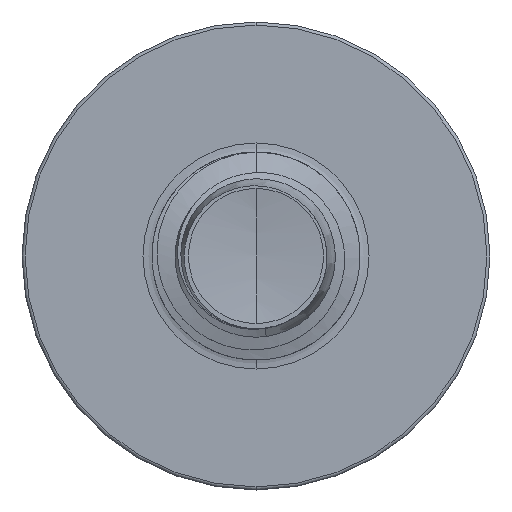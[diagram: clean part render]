
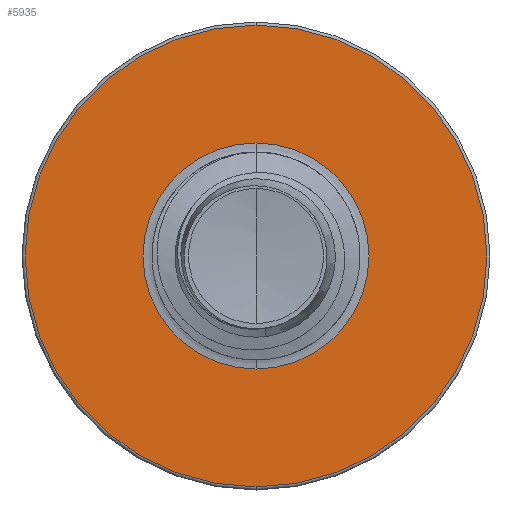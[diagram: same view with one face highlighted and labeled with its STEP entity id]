
A CAD part, front view. The second image highlights one B-rep face of the part: STEP entity #5935.
In plain terms, the highlighted planar face has unit normal (0, -1, 0).
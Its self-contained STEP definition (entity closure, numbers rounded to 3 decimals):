
#96 = CIRCLE ( 'NONE', #1137, 4.44 ) ;
#335 = AXIS2_PLACEMENT_3D ( 'NONE', #538, #11512, #2346 ) ;
#538 = CARTESIAN_POINT ( 'NONE',  ( 0., 7., 0. ) ) ;
#588 = DIRECTION ( 'NONE',  ( 0., 0., 1. ) ) ;
#617 = DIRECTION ( 'NONE',  ( 0., 1., 0. ) ) ;
#620 = CARTESIAN_POINT ( 'NONE',  ( 0., 7., 0. ) ) ;
#766 = DIRECTION ( 'NONE',  ( 0., 0., 1. ) ) ;
#790 = DIRECTION ( 'NONE',  ( 0., 1., 0. ) ) ;
#793 = PLANE ( 'NONE',  #11579 ) ;
#826 = CIRCLE ( 'NONE', #1195, 2.174 ) ;
#921 = CARTESIAN_POINT ( 'NONE',  ( 0., 7., -2.174 ) ) ;
#1137 = AXIS2_PLACEMENT_3D ( 'NONE', #2425, #12444, #4256 ) ;
#1195 = AXIS2_PLACEMENT_3D ( 'NONE', #9172, #15392, #10470 ) ;
#2346 = DIRECTION ( 'NONE',  ( 0., 0., 1. ) ) ;
#2425 = CARTESIAN_POINT ( 'NONE',  ( 0., 7., 0. ) ) ;
#3469 = AXIS2_PLACEMENT_3D ( 'NONE', #620, #617, #588 ) ;
#3509 = FACE_OUTER_BOUND ( 'NONE', #5802, .T. ) ;
#4256 = DIRECTION ( 'NONE',  ( 0., 0., 1. ) ) ;
#5802 = EDGE_LOOP ( 'NONE', ( #14154, #12790 ) ) ;
#5935 = ADVANCED_FACE ( 'NONE', ( #3509, #13325 ), #793, .F. ) ;
#6918 = CIRCLE ( 'NONE', #3469, 4.44 ) ;
#7168 = ORIENTED_EDGE ( 'NONE', *, *, #15535, .T. ) ;
#7968 = CARTESIAN_POINT ( 'NONE',  ( 0., 7., -2.174 ) ) ;
#9065 = CIRCLE ( 'NONE', #335, 2.174 ) ;
#9172 = CARTESIAN_POINT ( 'NONE',  ( 0., 7., 0. ) ) ;
#9961 = VERTEX_POINT ( 'NONE', #14914 ) ;
#10470 = DIRECTION ( 'NONE',  ( 0., 0., 1. ) ) ;
#10541 = ORIENTED_EDGE ( 'NONE', *, *, #14794, .T. ) ;
#11512 = DIRECTION ( 'NONE',  ( 0., 1., 0. ) ) ;
#11579 = AXIS2_PLACEMENT_3D ( 'NONE', #921, #790, #766 ) ;
#12006 = CARTESIAN_POINT ( 'NONE',  ( 0., 7., 4.44 ) ) ;
#12063 = VERTEX_POINT ( 'NONE', #12782 ) ;
#12444 = DIRECTION ( 'NONE',  ( 0., 1., 0. ) ) ;
#12782 = CARTESIAN_POINT ( 'NONE',  ( 0., 7., -4.44 ) ) ;
#12790 = ORIENTED_EDGE ( 'NONE', *, *, #14811, .F. ) ;
#13273 = VERTEX_POINT ( 'NONE', #7968 ) ;
#13325 = FACE_BOUND ( 'NONE', #14232, .T. ) ;
#13690 = EDGE_CURVE ( 'NONE', #13968, #12063, #6918, .T. ) ;
#13968 = VERTEX_POINT ( 'NONE', #12006 ) ;
#14154 = ORIENTED_EDGE ( 'NONE', *, *, #13690, .F. ) ;
#14232 = EDGE_LOOP ( 'NONE', ( #10541, #7168 ) ) ;
#14794 = EDGE_CURVE ( 'NONE', #9961, #13273, #826, .T. ) ;
#14811 = EDGE_CURVE ( 'NONE', #12063, #13968, #96, .T. ) ;
#14914 = CARTESIAN_POINT ( 'NONE',  ( 0., 7., 2.174 ) ) ;
#15392 = DIRECTION ( 'NONE',  ( 0., 1., 0. ) ) ;
#15535 = EDGE_CURVE ( 'NONE', #13273, #9961, #9065, .T. ) ;
